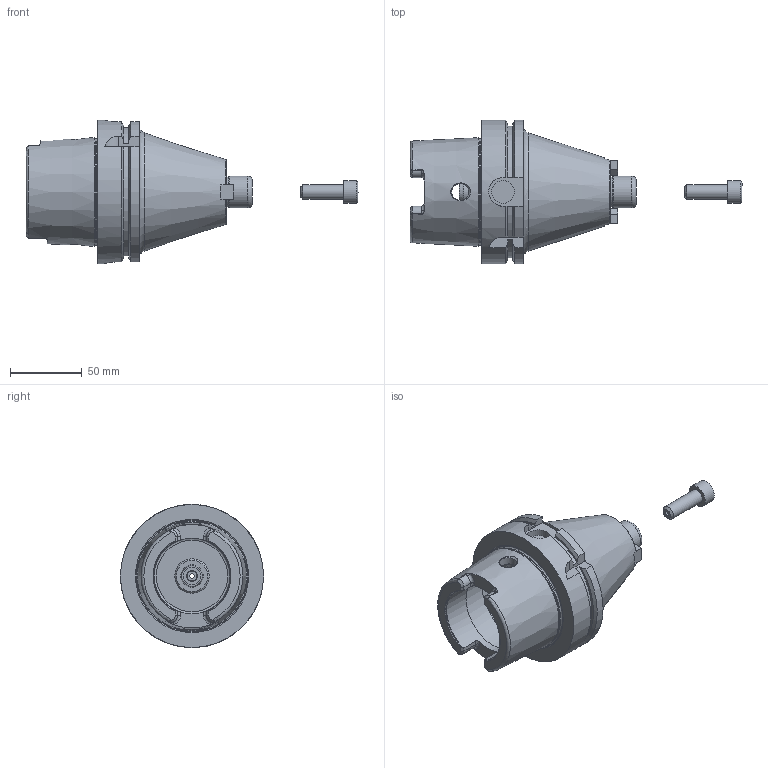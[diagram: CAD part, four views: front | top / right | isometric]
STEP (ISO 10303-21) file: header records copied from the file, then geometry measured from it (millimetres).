
FILE_DESCRIPTION((''),'2;1');
FILE_NAME('535017222090-3D.stp','2020-05-08T10:18:32',('nttooll'),(''),'Autodesk Inventor 2012','Autodesk Inventor 2012','');
FILE_SCHEMA(('AUTOMOTIVE_DESIGN { 1 0 10303 214 1 1 1 1 }'));
Length unit declared in the file: millimetre
Products named in the file (1): 535017222090-3D
Bounding box: 231.86 x 100 x 100 mm (x, y, z)
Volume: 475253.9 mm3; surface area: 66789.2 mm2
Topology: 2 solids, 2 shells, 175 faces, 434 edges, 270 vertices
Faces by surface type: plane 78, cylinder 44, cone 34, torus 19
Full cylindrical faces by diameter (mm): 3 x1, 8 x1, 8.7 x1, 9.238 x1, 10 x2, 10.5 x1, 12 x3, 15.3 x1, 16 x3, 21.6 x1, 22 x1, 24 x1, 53 x1, 53.8 x1, 63 x1, 75.3 x1, 100 x1
Entity records: 5229 total; most frequent: CARTESIAN_POINT 1337, DIRECTION 811, ORIENTED_EDGE 752, EDGE_CURVE 376, AXIS2_PLACEMENT_3D 329, VERTEX_POINT 259, EDGE_LOOP 237, FACE_OUTER_BOUND 175
